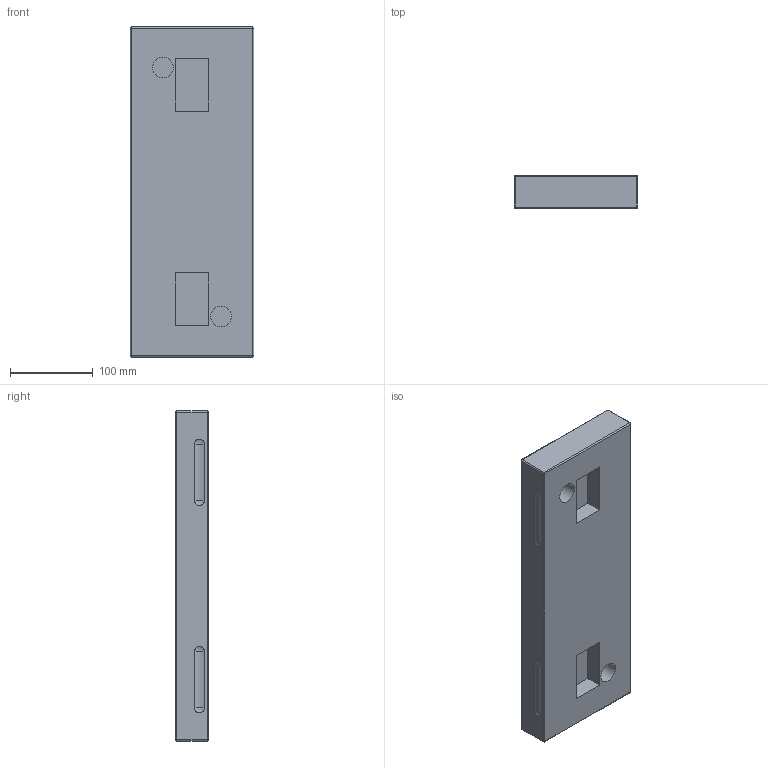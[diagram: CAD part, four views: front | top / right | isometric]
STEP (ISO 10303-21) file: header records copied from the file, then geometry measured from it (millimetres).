
FILE_DESCRIPTION((''),'2;1');
FILE_NAME('5FP1040-15-40.stp','2014-06-27T13:21:09',('Dayne Stauffer'),(''),'Autodesk Inventor 2013','Autodesk Inventor 2013','');
FILE_SCHEMA(('AUTOMOTIVE_DESIGN { 1 0 10303 214 1 1 1 1 }'));
Length unit declared in the file: millimetre
Products named in the file (1): 5FP1040-15-40
Bounding box: 149 x 40 x 398 mm (x, y, z)
Volume: 2249187.9 mm3; surface area: 172184.6 mm2
Topology: 1 solids, 1 shells, 52 faces, 110 edges, 60 vertices
Faces by surface type: cylinder 18, plane 18, sphere 16
Full cylindrical faces by diameter (mm): 25 x2
Entity records: 1334 total; most frequent: DIRECTION 250, CARTESIAN_POINT 213, ORIENTED_EDGE 200, EDGE_CURVE 100, AXIS2_PLACEMENT_3D 97, EDGE_LOOP 62, VERTEX_POINT 60, VECTOR 56
